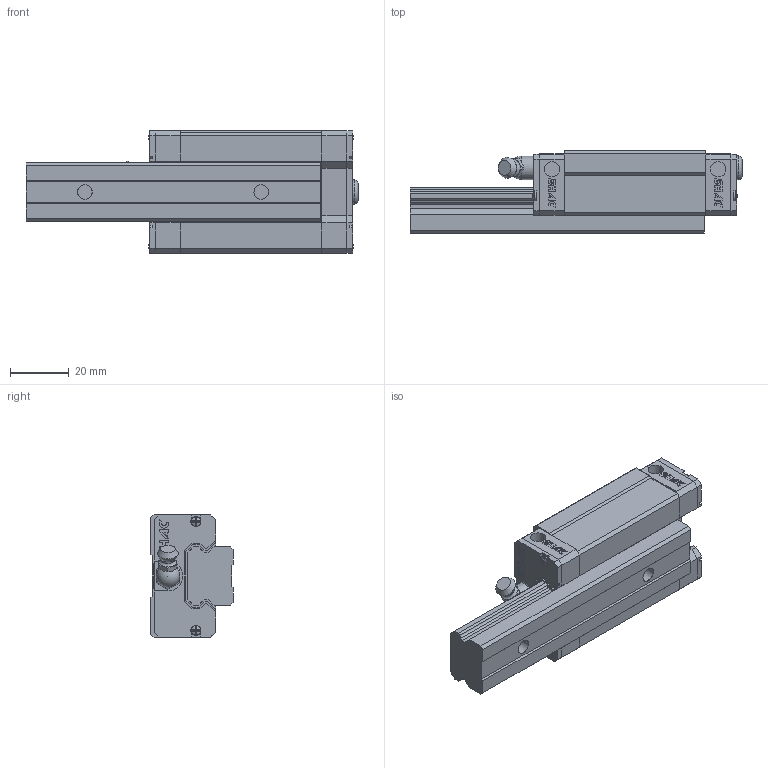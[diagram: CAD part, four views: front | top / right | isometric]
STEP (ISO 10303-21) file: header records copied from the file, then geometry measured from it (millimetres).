
FILE_DESCRIPTION(/* description */ ('STEP AP214'),/* implementation_level */ '2;1');
FILE_NAME(/* name */ 'GEH20CA1T100Z0H-20_20(1_)',/* time_stamp */ '2025-09-03T13:51:07+02:00',/* author */ ('License CC BY-ND 4.0'),/* organization */ ('CADENAS'),/* preprocessor_version */ 'ST-DEVELOPER v19.3',/* originating_system */ 'PARTsolutions',/* authorisation */ ' ');
FILE_SCHEMA (('AUTOMOTIVE_DESIGN {1 0 10303 214 3 1 1}'));
Length unit declared in the file: millimetre
Products named in the file (8): GEH20CA1T100Z0H-20/20(1_); GE20CT100-20/20(2)_RAIL; GEH20CA_slider; GEC20_C; GEC20_P; GH20_SCREW; GH20_BOLT; GH20-_G
Assembly tree (12 placements, depth 2):
  GEH20CA1T100Z0H-20/20(1_)
    GE20CT100-20/20(2)_RAIL
    GEH20CA_slider
    GEC20_C  x2
    GEC20_P  x2
    GH20_SCREW  x4
    GH20_BOLT
    GH20-_G
Bounding box: 112.9 x 28 x 42 mm (x, y, z)
Volume: 77611 mm3; surface area: 27157.2 mm2
Topology: 12 solids, 12 shells, 750 faces, 2014 edges, 1332 vertices
Faces by surface type: plane 617, cylinder 99, cone 22, torus 7, sphere 5
Full cylindrical faces by diameter (mm): 2.3 x4, 3.414 x4, 4.134 x4, 4.5 x1, 4.917 x2, 5.2 x4, 6 x2, 6.5 x2, 7.2 x2, 8 x1, 8.2 x1
Entity records: 13835 total; most frequent: CARTESIAN_POINT 2492, ORIENTED_EDGE 2306, DIRECTION 2206, EDGE_CURVE 1153, LINE 964, VECTOR 964, VERTEX_POINT 781, AXIS2_PLACEMENT_3D 621
